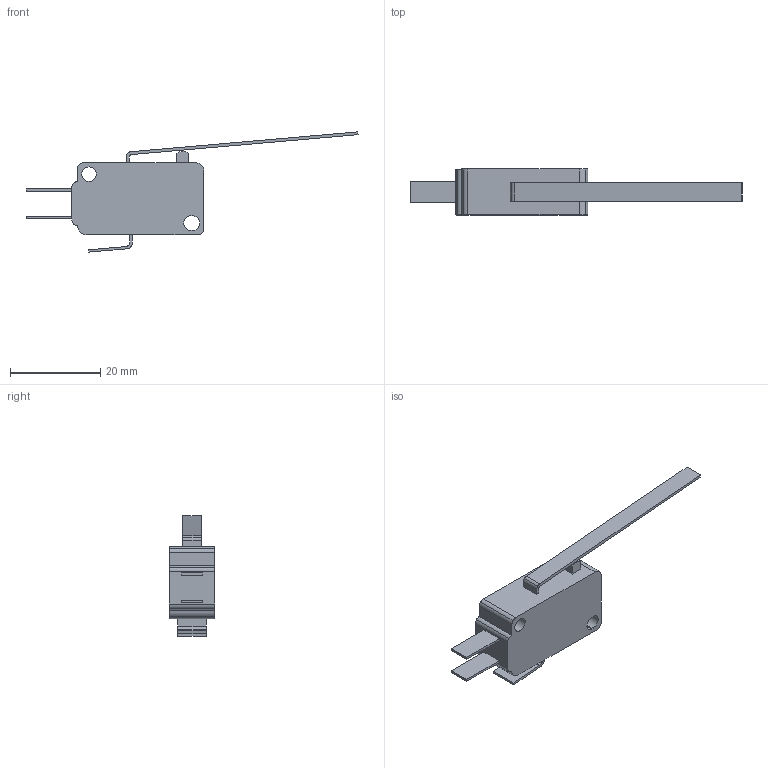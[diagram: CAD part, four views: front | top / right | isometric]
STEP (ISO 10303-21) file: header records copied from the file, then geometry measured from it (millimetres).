
FILE_DESCRIPTION((''),'2;1');
FILE_NAME('limitswitch.stp','2002-01-15T19:02:13',('Administrator'),(''),'Autodesk Inventor (tm) 3.0','Autodesk Inventor (tm) 3.0','');
FILE_SCHEMA(('CONFIG_CONTROL_DESIGN'));
Length unit declared in the file: inch
Products named in the file (7): limitswitch; limitswitch1; limitswitch2; limitswitch3; limitswitch4; limitswitch5; limitswitch6
Assembly tree (6 placements, depth 2):
  limitswitch
    limitswitch1
    limitswitch2
    limitswitch3
    limitswitch4
    limitswitch5
    limitswitch6
Bounding box: 73.46 x 10.16 x 26.6 mm (x, y, z)
Volume: 4687.7 mm3; surface area: 2921.8 mm2
Topology: 6 solids, 6 shells, 71 faces, 177 edges, 118 vertices
Faces by surface type: plane 37, cylinder 28, bspline 6
Entity records: 3048 total; most frequent: CARTESIAN_POINT 397, DIRECTION 389, ORIENTED_EDGE 354, EDGE_CURVE 177, AXIS2_PLACEMENT_3D 134, VECTOR 121, LINE 121, VERTEX_POINT 118
